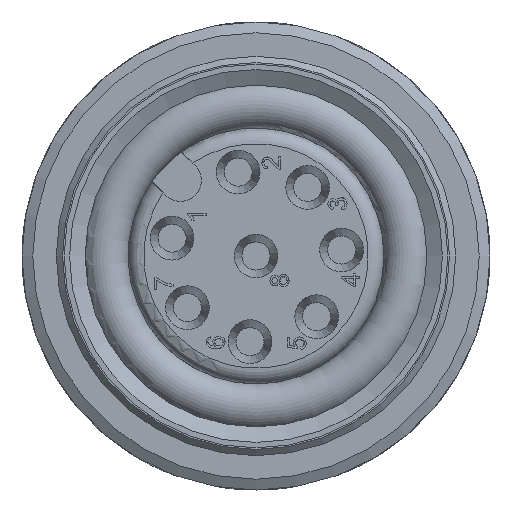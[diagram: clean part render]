
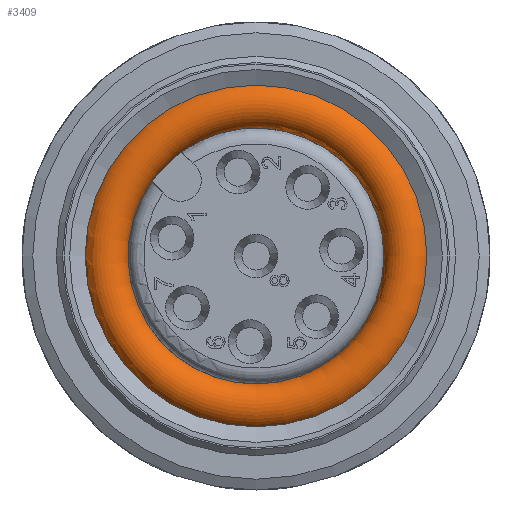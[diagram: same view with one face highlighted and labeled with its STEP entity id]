
A CAD part, left-side view. The second image highlights one B-rep face of the part: STEP entity #3409.
In plain terms, the highlighted toroidal (fillet/blend) face has major radius 4.845 mm and minor radius 0.75 mm.
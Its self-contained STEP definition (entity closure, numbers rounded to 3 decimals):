
#283=TOROIDAL_SURFACE('',#11131,4.845,0.75);
#755=B_SPLINE_CURVE_WITH_KNOTS('',3,(#16415,#16416,#16417,#16418,#16419,
#16420),.UNSPECIFIED.,.F.,.F.,(4,2,4),(0.,0.444,1.),
 .UNSPECIFIED.);
#757=B_SPLINE_CURVE_WITH_KNOTS('',3,(#16446,#16447,#16448,#16449,#16450,
#16451),.UNSPECIFIED.,.F.,.F.,(4,2,4),(0.,0.41,1.),
 .UNSPECIFIED.);
#3409=ADVANCED_FACE('',(#4076,#4077,#4078),#283,.T.);
#4076=FACE_BOUND('',#4495,.T.);
#4077=FACE_BOUND('',#4496,.T.);
#4078=FACE_BOUND('',#4497,.T.);
#4495=EDGE_LOOP('',(#5955,#5956,#5957,#5958));
#4496=EDGE_LOOP('',(#5959));
#4497=EDGE_LOOP('',(#5960));
#5955=ORIENTED_EDGE('',*,*,#9563,.F.);
#5956=ORIENTED_EDGE('',*,*,#9561,.T.);
#5957=ORIENTED_EDGE('',*,*,#9558,.F.);
#5958=ORIENTED_EDGE('',*,*,#9555,.T.);
#5959=ORIENTED_EDGE('',*,*,#9550,.F.);
#5960=ORIENTED_EDGE('',*,*,#9564,.T.);
#8393=VERTEX_POINT('',#16390);
#8395=VERTEX_POINT('',#16394);
#8397=VERTEX_POINT('',#16414);
#8398=VERTEX_POINT('',#16423);
#8401=VERTEX_POINT('',#16452);
#8402=VERTEX_POINT('',#16458);
#9550=EDGE_CURVE('',#8393,#8393,#10746,.T.);
#9555=EDGE_CURVE('',#8395,#8397,#755,.T.);
#9558=EDGE_CURVE('',#8395,#8398,#10748,.T.);
#9561=EDGE_CURVE('',#8401,#8398,#757,.T.);
#9563=EDGE_CURVE('',#8401,#8397,#10749,.T.);
#9564=EDGE_CURVE('',#8402,#8402,#10750,.T.);
#10746=CIRCLE('',#11121,4.723);
#10748=CIRCLE('',#11125,4.1);
#10749=CIRCLE('',#11128,4.1);
#10750=CIRCLE('',#11130,5.475);
#11121=AXIS2_PLACEMENT_3D('',#16389,#12116,#12117);
#11125=AXIS2_PLACEMENT_3D('',#16426,#12128,#12129);
#11128=AXIS2_PLACEMENT_3D('',#16455,#12136,#12137);
#11130=AXIS2_PLACEMENT_3D('',#16457,#12140,#12141);
#11131=AXIS2_PLACEMENT_3D('',#16459,#12142,#12143);
#12116=DIRECTION('',(-1.,0.,0.));
#12117=DIRECTION('',(0.,0.,-1.));
#12128=DIRECTION('',(-1.,0.,0.));
#12129=DIRECTION('',(0.,0.,-1.));
#12136=DIRECTION('',(1.,0.,0.));
#12137=DIRECTION('',(0.,0.,1.));
#12140=DIRECTION('',(-1.,0.,0.));
#12141=DIRECTION('',(0.,0.,-1.));
#12142=DIRECTION('',(1.,0.,0.));
#12143=DIRECTION('',(0.,0.,1.));
#16389=CARTESIAN_POINT('',(38.951,0.,0.));
#16390=CARTESIAN_POINT('',(38.951,0.,-4.723));
#16394=CARTESIAN_POINT('',(38.125,3.337,2.382));
#16414=CARTESIAN_POINT('',(38.297,3.337,2.382));
#16415=CARTESIAN_POINT('',(38.125,3.337,2.382));
#16416=CARTESIAN_POINT('',(38.15,3.335,2.38));
#16417=CARTESIAN_POINT('',(38.176,3.334,2.379));
#16418=CARTESIAN_POINT('',(38.233,3.333,2.378));
#16419=CARTESIAN_POINT('',(38.266,3.334,2.38));
#16420=CARTESIAN_POINT('',(38.297,3.337,2.382));
#16423=CARTESIAN_POINT('',(38.125,2.382,3.337));
#16426=CARTESIAN_POINT('',(38.125,0.,0.));
#16446=CARTESIAN_POINT('',(38.297,2.382,3.337));
#16447=CARTESIAN_POINT('',(38.274,2.38,3.335));
#16448=CARTESIAN_POINT('',(38.25,2.379,3.334));
#16449=CARTESIAN_POINT('',(38.192,2.378,3.333));
#16450=CARTESIAN_POINT('',(38.158,2.379,3.334));
#16451=CARTESIAN_POINT('',(38.125,2.382,3.337));
#16452=CARTESIAN_POINT('',(38.297,2.382,3.337));
#16455=CARTESIAN_POINT('',(38.297,0.,0.));
#16457=CARTESIAN_POINT('',(37.804,0.,0.));
#16458=CARTESIAN_POINT('',(37.804,0.,-5.475));
#16459=CARTESIAN_POINT('',(38.211,0.,0.));
